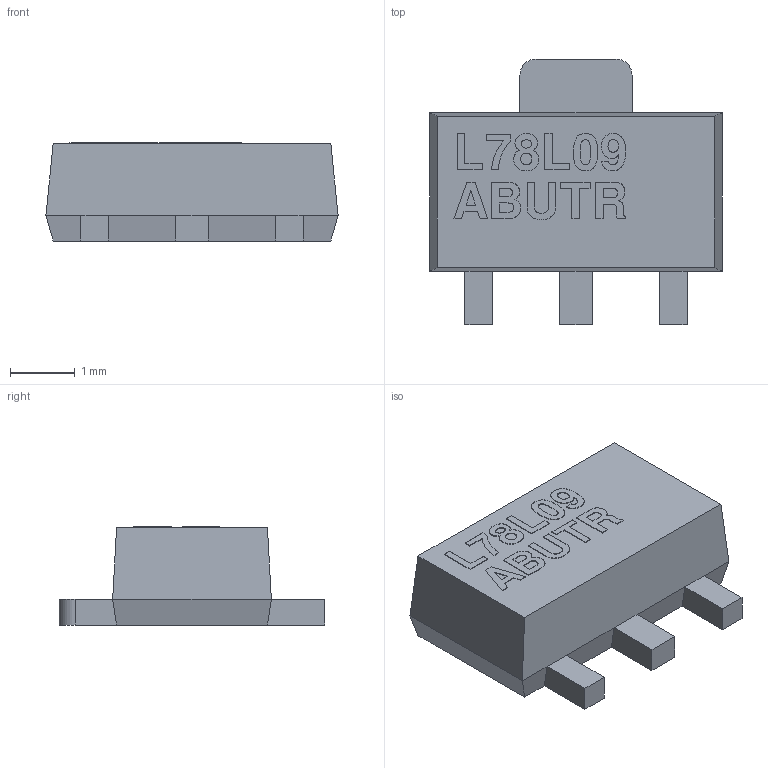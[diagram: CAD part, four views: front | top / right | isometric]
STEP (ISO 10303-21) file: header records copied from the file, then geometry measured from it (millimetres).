
FILE_DESCRIPTION(('FreeCAD Model'),'2;1');
FILE_NAME('STMicroelectronics_L78L09ABUTR.step','2019-07-22T11:31:36',( 'Author'),(''),'Open CASCADE STEP processor 7.3','FreeCAD','Unknown' );
FILE_SCHEMA(('AUTOMOTIVE_DESIGN { 1 0 10303 214 1 1 1 1 }'));
Length unit declared in the file: millimetre
Products named in the file (1): L78L09ABUTR
Bounding box: 4.5 x 4.09 x 1.51 mm (x, y, z)
Volume: 16.7 mm3; surface area: 48.4 mm2
Topology: 1 solids, 1 shells, 260 faces, 707 edges, 468 vertices
Faces by surface type: extrusion 143, plane 103, bspline 12, cylinder 2
Entity records: 10144 total; most frequent: CARTESIAN_POINT 2370, ORIENTED_EDGE 1414, DIRECTION 766, EDGE_CURVE 707, VECTOR 542, VERTEX_POINT 468, B_SPLINE_CURVE_WITH_KNOTS 445, LINE 399
